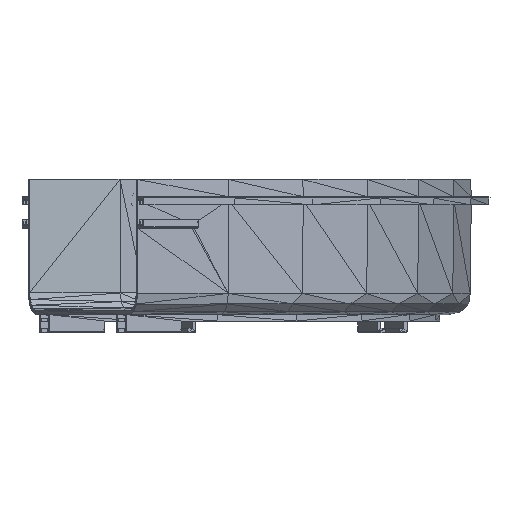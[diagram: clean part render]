
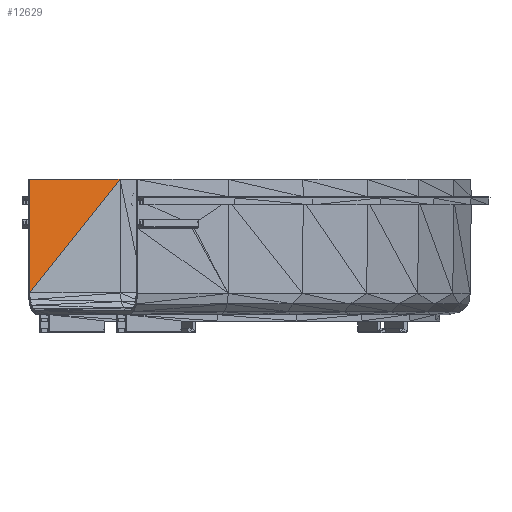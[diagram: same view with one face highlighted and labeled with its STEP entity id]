
A CAD part, front view. The second image highlights one B-rep face of the part: STEP entity #12629.
In plain terms, the highlighted planar face has unit normal (0.342, -0.94, 0.011).
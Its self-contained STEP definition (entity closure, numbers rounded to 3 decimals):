
#7034 = PLANE('',#7035);
#7035 = AXIS2_PLACEMENT_3D('',#7036,#7037,#7038);
#7036 = CARTESIAN_POINT('',(-474.889,-5748.458,
    16.95));
#7037 = DIRECTION('',(0.,0.,1.));
#7038 = DIRECTION('',(1.,0.,0.));
#9033 = VERTEX_POINT('',#9034);
#9034 = CARTESIAN_POINT('',(-541.417,-5809.581,
    -71.202));
#9048 = PLANE('',#9049);
#9049 = AXIS2_PLACEMENT_3D('',#9050,#9051,#9052);
#9050 = CARTESIAN_POINT('',(-495.163,-5792.364,
    -38.979));
#9051 = DIRECTION('',(0.342,-0.94,0.011)
  );
#9052 = DIRECTION('',(-0.94,-0.342,0.
    ));
#9091 = VERTEX_POINT('',#9092);
#9092 = CARTESIAN_POINT('',(-471.276,-5783.006,
    16.95));
#9118 = EDGE_CURVE('',#9091,#9033,#9119,.T.);
#9119 = SURFACE_CURVE('',#9120,(#9124,#9131),.PCURVE_S1.);
#9120 = LINE('',#9121,#9122);
#9121 = CARTESIAN_POINT('',(-471.276,-5783.006,
    16.95));
#9122 = VECTOR('',#9123,1.);
#9123 = DIRECTION('',(-0.606,-0.23,-0.762));
#9124 = PCURVE('',#9048,#9125);
#9125 = DEFINITIONAL_REPRESENTATION('',(#9126),#9130);
#9126 = LINE('',#9127,#9128);
#9127 = CARTESIAN_POINT('',(-25.647,-55.932));
#9128 = VECTOR('',#9129,1.);
#9129 = DIRECTION('',(0.648,0.762));
#9130 = ( GEOMETRIC_REPRESENTATION_CONTEXT(2) 
PARAMETRIC_REPRESENTATION_CONTEXT() REPRESENTATION_CONTEXT('2D SPACE',''
  ) );
#9131 = PCURVE('',#9132,#9137);
#9132 = PLANE('',#9133);
#9133 = AXIS2_PLACEMENT_3D('',#9134,#9135,#9136);
#9134 = CARTESIAN_POINT('',(-517.53,-5800.224,
    -15.274));
#9135 = DIRECTION('',(0.342,-0.94,0.011)
  );
#9136 = DIRECTION('',(-0.94,-0.342,
    0.));
#9137 = DEFINITIONAL_REPRESENTATION('',(#9138),#9142);
#9138 = LINE('',#9139,#9140);
#9139 = CARTESIAN_POINT('',(-49.353,-32.225));
#9140 = VECTOR('',#9141,1.);
#9141 = DIRECTION('',(0.648,0.762));
#9142 = ( GEOMETRIC_REPRESENTATION_CONTEXT(2) 
PARAMETRIC_REPRESENTATION_CONTEXT() REPRESENTATION_CONTEXT('2D SPACE',''
  ) );
#12565 = PLANE('',#12566);
#12566 = AXIS2_PLACEMENT_3D('',#12567,#12568,#12569);
#12567 = CARTESIAN_POINT('',(-541.651,-5808.937,
    -31.441));
#12568 = DIRECTION('',(-0.94,-0.342,
    0.));
#12569 = DIRECTION('',(0.342,-0.94,0.));
#12629 = ADVANCED_FACE('',(#12630),#9132,.T.);
#12630 = FACE_BOUND('',#12631,.T.);
#12631 = EDGE_LOOP('',(#12632,#12633,#12656));
#12632 = ORIENTED_EDGE('',*,*,#9118,.F.);
#12633 = ORIENTED_EDGE('',*,*,#12634,.T.);
#12634 = EDGE_CURVE('',#9091,#12635,#12637,.T.);
#12635 = VERTEX_POINT('',#12636);
#12636 = CARTESIAN_POINT('',(-541.753,-5808.658,
    16.95));
#12637 = SURFACE_CURVE('',#12638,(#12642,#12649),.PCURVE_S1.);
#12638 = LINE('',#12639,#12640);
#12639 = CARTESIAN_POINT('',(-471.276,-5783.006,
    16.95));
#12640 = VECTOR('',#12641,1.);
#12641 = DIRECTION('',(-0.94,-0.342,0.));
#12642 = PCURVE('',#9132,#12643);
#12643 = DEFINITIONAL_REPRESENTATION('',(#12644),#12648);
#12644 = LINE('',#12645,#12646);
#12645 = CARTESIAN_POINT('',(-49.353,-32.225));
#12646 = VECTOR('',#12647,1.);
#12647 = DIRECTION('',(1.,0.));
#12648 = ( GEOMETRIC_REPRESENTATION_CONTEXT(2) 
PARAMETRIC_REPRESENTATION_CONTEXT() REPRESENTATION_CONTEXT('2D SPACE',''
  ) );
#12649 = PCURVE('',#7034,#12650);
#12650 = DEFINITIONAL_REPRESENTATION('',(#12651),#12655);
#12651 = LINE('',#12652,#12653);
#12652 = CARTESIAN_POINT('',(3.613,-34.548));
#12653 = VECTOR('',#12654,1.);
#12654 = DIRECTION('',(-0.94,-0.342));
#12655 = ( GEOMETRIC_REPRESENTATION_CONTEXT(2) 
PARAMETRIC_REPRESENTATION_CONTEXT() REPRESENTATION_CONTEXT('2D SPACE',''
  ) );
#12656 = ORIENTED_EDGE('',*,*,#12657,.T.);
#12657 = EDGE_CURVE('',#12635,#9033,#12658,.T.);
#12658 = SURFACE_CURVE('',#12659,(#12663,#12670),.PCURVE_S1.);
#12659 = LINE('',#12660,#12661);
#12660 = CARTESIAN_POINT('',(-541.753,-5808.658,
    16.95));
#12661 = VECTOR('',#12662,1.);
#12662 = DIRECTION('',(0.004,-0.01,
    -1.));
#12663 = PCURVE('',#9132,#12664);
#12664 = DEFINITIONAL_REPRESENTATION('',(#12665),#12669);
#12665 = LINE('',#12666,#12667);
#12666 = CARTESIAN_POINT('',(25.647,-32.225));
#12667 = VECTOR('',#12668,1.);
#12668 = DIRECTION('',(0.,1.));
#12669 = ( GEOMETRIC_REPRESENTATION_CONTEXT(2) 
PARAMETRIC_REPRESENTATION_CONTEXT() REPRESENTATION_CONTEXT('2D SPACE',''
  ) );
#12670 = PCURVE('',#12565,#12671);
#12671 = DEFINITIONAL_REPRESENTATION('',(#12672),#12676);
#12672 = LINE('',#12673,#12674);
#12673 = CARTESIAN_POINT('',(-0.297,48.391));
#12674 = VECTOR('',#12675,1.);
#12675 = DIRECTION('',(0.011,-1.));
#12676 = ( GEOMETRIC_REPRESENTATION_CONTEXT(2) 
PARAMETRIC_REPRESENTATION_CONTEXT() REPRESENTATION_CONTEXT('2D SPACE',''
  ) );
